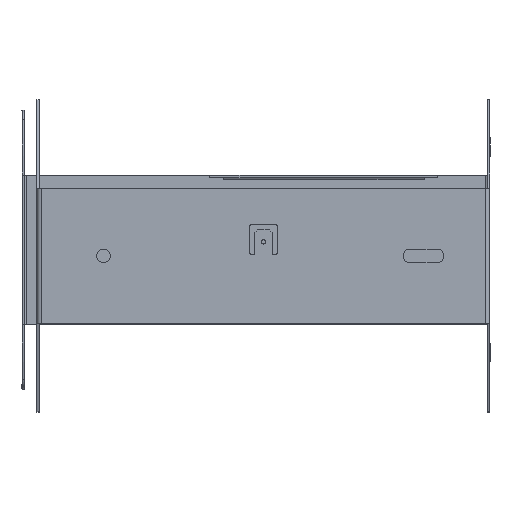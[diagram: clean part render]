
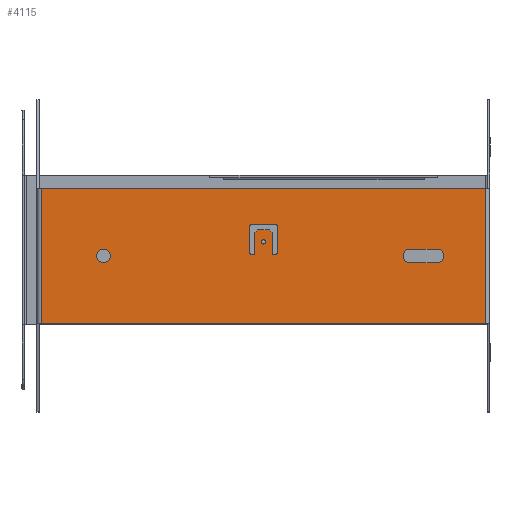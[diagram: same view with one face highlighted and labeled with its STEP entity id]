
A CAD part, top view. The second image highlights one B-rep face of the part: STEP entity #4115.
In plain terms, the highlighted face is planar.
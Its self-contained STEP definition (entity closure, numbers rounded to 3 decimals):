
#3055=DIRECTION('',(0.,1.,0.));
#3056=VECTOR('',#3055,50.);
#3057=CARTESIAN_POINT('',(226.672,32.5,-0.8));
#3058=LINE('',#3057,#3056);
#3059=DIRECTION('',(-1.,0.,0.));
#3060=VECTOR('',#3059,163.843);
#3061=CARTESIAN_POINT('',(226.672,82.5,-0.8));
#3062=LINE('',#3061,#3060);
#3063=DIRECTION('',(0.,1.,0.));
#3064=VECTOR('',#3063,50.);
#3065=CARTESIAN_POINT('',(62.828,32.5,-0.8));
#3066=LINE('',#3065,#3064);
#3067=DIRECTION('',(1.,0.,0.));
#3068=VECTOR('',#3067,163.843);
#3069=CARTESIAN_POINT('',(62.828,32.5,-0.8));
#3070=LINE('',#3069,#3068);
#3071=DIRECTION('',(1.,0.,0.));
#3072=VECTOR('',#3071,10.);
#3073=CARTESIAN_POINT('',(80.75,60.,-0.8));
#3074=LINE('',#3073,#3072);
#3075=CARTESIAN_POINT('',(90.75,57.5,-0.8));
#3076=DIRECTION('',(0.,0.,1.));
#3077=DIRECTION('',(0.,-1.,0.));
#3078=AXIS2_PLACEMENT_3D('',#3075,#3076,#3077);
#3080=DIRECTION('',(-1.,0.,0.));
#3081=VECTOR('',#3080,10.);
#3082=CARTESIAN_POINT('',(90.75,55.,-0.8));
#3083=LINE('',#3082,#3081);
#3084=CARTESIAN_POINT('',(80.75,57.5,-0.8));
#3085=DIRECTION('',(0.,0.,1.));
#3086=DIRECTION('',(0.,1.,0.));
#3087=AXIS2_PLACEMENT_3D('',#3084,#3085,#3086);
#3089=CARTESIAN_POINT('',(203.75,57.5,-0.8));
#3090=DIRECTION('',(0.,0.,1.));
#3091=DIRECTION('',(-1.,0.,0.));
#3092=AXIS2_PLACEMENT_3D('',#3089,#3090,#3091);
#3094=CARTESIAN_POINT('',(203.75,57.5,-0.8));
#3095=DIRECTION('',(0.,0.,1.));
#3096=DIRECTION('',(1.,0.,0.));
#3097=AXIS2_PLACEMENT_3D('',#3094,#3095,#3096);
#3099=DIRECTION('',(1.,0.,0.));
#3100=VECTOR('',#3099,8.3);
#3101=CARTESIAN_POINT('',(140.6,69.15,-0.8));
#3102=LINE('',#3101,#3100);
#3103=CARTESIAN_POINT('',(148.9,68.15,-0.8));
#3104=DIRECTION('',(0.,0.,1.));
#3105=DIRECTION('',(1.,0.,0.));
#3106=AXIS2_PLACEMENT_3D('',#3103,#3104,#3105);
#3108=DIRECTION('',(0.,-1.,0.));
#3109=VECTOR('',#3108,9.3);
#3110=CARTESIAN_POINT('',(149.9,68.15,-0.8));
#3111=LINE('',#3110,#3109);
#3112=CARTESIAN_POINT('',(148.9,58.85,-0.8));
#3113=DIRECTION('',(0.,0.,1.));
#3114=DIRECTION('',(0.,-1.,0.));
#3115=AXIS2_PLACEMENT_3D('',#3112,#3113,#3114);
#3117=DIRECTION('',(-1.,0.,0.));
#3118=VECTOR('',#3117,1.);
#3119=CARTESIAN_POINT('',(148.9,57.85,-0.8));
#3120=LINE('',#3119,#3118);
#3121=DIRECTION('',(0.,1.,0.));
#3122=VECTOR('',#3121,8.3);
#3123=CARTESIAN_POINT('',(147.9,57.85,-0.8));
#3124=LINE('',#3123,#3122);
#3125=DIRECTION('',(-0.707,0.707,0.));
#3126=VECTOR('',#3125,1.414);
#3127=CARTESIAN_POINT('',(147.9,66.15,-0.8));
#3128=LINE('',#3127,#3126);
#3129=DIRECTION('',(-1.,0.,0.));
#3130=VECTOR('',#3129,4.3);
#3131=CARTESIAN_POINT('',(146.9,67.15,-0.8));
#3132=LINE('',#3131,#3130);
#3133=DIRECTION('',(-0.707,-0.707,0.));
#3134=VECTOR('',#3133,1.414);
#3135=CARTESIAN_POINT('',(142.6,67.15,-0.8));
#3136=LINE('',#3135,#3134);
#3137=DIRECTION('',(0.,-1.,0.));
#3138=VECTOR('',#3137,8.3);
#3139=CARTESIAN_POINT('',(141.6,66.15,-0.8));
#3140=LINE('',#3139,#3138);
#3141=DIRECTION('',(-1.,0.,0.));
#3142=VECTOR('',#3141,1.);
#3143=CARTESIAN_POINT('',(141.6,57.85,-0.8));
#3144=LINE('',#3143,#3142);
#3145=CARTESIAN_POINT('',(140.6,58.85,-0.8));
#3146=DIRECTION('',(0.,0.,1.));
#3147=DIRECTION('',(-1.,0.,0.));
#3148=AXIS2_PLACEMENT_3D('',#3145,#3146,#3147);
#3150=DIRECTION('',(0.,1.,0.));
#3151=VECTOR('',#3150,9.3);
#3152=CARTESIAN_POINT('',(139.6,58.85,-0.8));
#3153=LINE('',#3152,#3151);
#3154=CARTESIAN_POINT('',(140.6,68.15,-0.8));
#3155=DIRECTION('',(0.,0.,1.));
#3156=DIRECTION('',(0.,1.,0.));
#3157=AXIS2_PLACEMENT_3D('',#3154,#3155,#3156);
#3159=CARTESIAN_POINT('',(144.75,62.675,-0.8));
#3160=DIRECTION('',(0.,0.,1.));
#3161=DIRECTION('',(-1.,0.,0.));
#3162=AXIS2_PLACEMENT_3D('',#3159,#3160,#3161);
#3164=CARTESIAN_POINT('',(144.75,62.675,-0.8));
#3165=DIRECTION('',(0.,0.,1.));
#3166=DIRECTION('',(1.,0.,0.));
#3167=AXIS2_PLACEMENT_3D('',#3164,#3165,#3166);
#3447=CARTESIAN_POINT('',(62.828,32.5,-0.8));
#3448=CARTESIAN_POINT('',(62.828,82.5,-0.8));
#3449=VERTEX_POINT('',#3447);
#3450=VERTEX_POINT('',#3448);
#3471=CARTESIAN_POINT('',(226.672,32.5,-0.8));
#3472=CARTESIAN_POINT('',(226.672,82.5,-0.8));
#3473=VERTEX_POINT('',#3471);
#3474=VERTEX_POINT('',#3472);
#3495=CARTESIAN_POINT('',(201.25,57.5,-0.8));
#3496=CARTESIAN_POINT('',(206.25,57.5,-0.8));
#3497=VERTEX_POINT('',#3495);
#3498=VERTEX_POINT('',#3496);
#3499=CARTESIAN_POINT('',(80.75,60.,-0.8));
#3500=CARTESIAN_POINT('',(90.75,60.,-0.8));
#3501=VERTEX_POINT('',#3499);
#3502=VERTEX_POINT('',#3500);
#3503=CARTESIAN_POINT('',(90.75,55.,-0.8));
#3504=VERTEX_POINT('',#3503);
#3505=CARTESIAN_POINT('',(80.75,55.,-0.8));
#3506=VERTEX_POINT('',#3505);
#3539=CARTESIAN_POINT('',(143.925,62.675,-0.8));
#3540=CARTESIAN_POINT('',(145.575,62.675,-0.8));
#3541=VERTEX_POINT('',#3539);
#3542=VERTEX_POINT('',#3540);
#3543=CARTESIAN_POINT('',(140.6,69.15,-0.8));
#3544=CARTESIAN_POINT('',(148.9,69.15,-0.8));
#3545=VERTEX_POINT('',#3543);
#3546=VERTEX_POINT('',#3544);
#3547=CARTESIAN_POINT('',(149.9,68.15,-0.8));
#3548=VERTEX_POINT('',#3547);
#3549=CARTESIAN_POINT('',(149.9,58.85,-0.8));
#3550=VERTEX_POINT('',#3549);
#3551=CARTESIAN_POINT('',(148.9,57.85,-0.8));
#3552=VERTEX_POINT('',#3551);
#3553=CARTESIAN_POINT('',(147.9,57.85,-0.8));
#3554=VERTEX_POINT('',#3553);
#3555=CARTESIAN_POINT('',(147.9,66.15,-0.8));
#3556=VERTEX_POINT('',#3555);
#3557=CARTESIAN_POINT('',(146.9,67.15,-0.8));
#3558=VERTEX_POINT('',#3557);
#3559=CARTESIAN_POINT('',(142.6,67.15,-0.8));
#3560=VERTEX_POINT('',#3559);
#3561=CARTESIAN_POINT('',(141.6,66.15,-0.8));
#3562=VERTEX_POINT('',#3561);
#3563=CARTESIAN_POINT('',(141.6,57.85,-0.8));
#3564=VERTEX_POINT('',#3563);
#3565=CARTESIAN_POINT('',(140.6,57.85,-0.8));
#3566=VERTEX_POINT('',#3565);
#3567=CARTESIAN_POINT('',(139.6,58.85,-0.8));
#3568=VERTEX_POINT('',#3567);
#3569=CARTESIAN_POINT('',(139.6,68.15,-0.8));
#3570=VERTEX_POINT('',#3569);
#4051=CARTESIAN_POINT('',(0.,0.,-0.8));
#4052=DIRECTION('',(0.,0.,1.));
#4053=DIRECTION('',(1.,0.,0.));
#4054=AXIS2_PLACEMENT_3D('',#4051,#4052,#4053);
#4055=PLANE('',#4054);
#4056=ORIENTED_EDGE('',*,*,#4044,.T.);
#4057=ORIENTED_EDGE('',*,*,#3739,.T.);
#4059=ORIENTED_EDGE('',*,*,#4058,.F.);
#4060=ORIENTED_EDGE('',*,*,#3856,.T.);
#4061=EDGE_LOOP('',(#4056,#4057,#4059,#4060));
#4062=FACE_OUTER_BOUND('',#4061,.F.);
#4064=ORIENTED_EDGE('',*,*,#4063,.T.);
#4066=ORIENTED_EDGE('',*,*,#4065,.F.);
#4068=ORIENTED_EDGE('',*,*,#4067,.T.);
#4070=ORIENTED_EDGE('',*,*,#4069,.F.);
#4071=EDGE_LOOP('',(#4064,#4066,#4068,#4070));
#4072=FACE_BOUND('',#4071,.F.);
#4074=ORIENTED_EDGE('',*,*,#4073,.F.);
#4076=ORIENTED_EDGE('',*,*,#4075,.F.);
#4077=EDGE_LOOP('',(#4074,#4076));
#4078=FACE_BOUND('',#4077,.F.);
#4080=ORIENTED_EDGE('',*,*,#4079,.T.);
#4082=ORIENTED_EDGE('',*,*,#4081,.F.);
#4084=ORIENTED_EDGE('',*,*,#4083,.T.);
#4086=ORIENTED_EDGE('',*,*,#4085,.F.);
#4088=ORIENTED_EDGE('',*,*,#4087,.T.);
#4090=ORIENTED_EDGE('',*,*,#4089,.T.);
#4092=ORIENTED_EDGE('',*,*,#4091,.T.);
#4094=ORIENTED_EDGE('',*,*,#4093,.T.);
#4096=ORIENTED_EDGE('',*,*,#4095,.T.);
#4098=ORIENTED_EDGE('',*,*,#4097,.T.);
#4100=ORIENTED_EDGE('',*,*,#4099,.T.);
#4102=ORIENTED_EDGE('',*,*,#4101,.F.);
#4104=ORIENTED_EDGE('',*,*,#4103,.T.);
#4106=ORIENTED_EDGE('',*,*,#4105,.F.);
#4107=EDGE_LOOP('',(#4080,#4082,#4084,#4086,#4088,#4090,#4092,#4094,#4096,#4098,
#4100,#4102,#4104,#4106));
#4108=FACE_BOUND('',#4107,.F.);
#4110=ORIENTED_EDGE('',*,*,#4109,.F.);
#4112=ORIENTED_EDGE('',*,*,#4111,.F.);
#4113=EDGE_LOOP('',(#4110,#4112));
#4114=FACE_BOUND('',#4113,.F.);
#4115=ADVANCED_FACE('',(#4062,#4072,#4078,#4108,#4114),#4055,.F.);
#3079=CIRCLE('',#3078,2.5);
#3088=CIRCLE('',#3087,2.5);
#3093=CIRCLE('',#3092,2.5);
#3098=CIRCLE('',#3097,2.5);
#3107=CIRCLE('',#3106,1.);
#3116=CIRCLE('',#3115,1.);
#3149=CIRCLE('',#3148,1.);
#3158=CIRCLE('',#3157,1.);
#3163=CIRCLE('',#3162,0.825);
#3168=CIRCLE('',#3167,0.825);
#3739=EDGE_CURVE('',#3474,#3450,#3062,.T.);
#3856=EDGE_CURVE('',#3449,#3473,#3070,.T.);
#4044=EDGE_CURVE('',#3473,#3474,#3058,.T.);
#4058=EDGE_CURVE('',#3449,#3450,#3066,.T.);
#4063=EDGE_CURVE('',#3501,#3502,#3074,.T.);
#4065=EDGE_CURVE('',#3504,#3502,#3079,.T.);
#4067=EDGE_CURVE('',#3504,#3506,#3083,.T.);
#4069=EDGE_CURVE('',#3501,#3506,#3088,.T.);
#4073=EDGE_CURVE('',#3497,#3498,#3093,.T.);
#4075=EDGE_CURVE('',#3498,#3497,#3098,.T.);
#4079=EDGE_CURVE('',#3545,#3546,#3102,.T.);
#4081=EDGE_CURVE('',#3548,#3546,#3107,.T.);
#4083=EDGE_CURVE('',#3548,#3550,#3111,.T.);
#4085=EDGE_CURVE('',#3552,#3550,#3116,.T.);
#4087=EDGE_CURVE('',#3552,#3554,#3120,.T.);
#4089=EDGE_CURVE('',#3554,#3556,#3124,.T.);
#4091=EDGE_CURVE('',#3556,#3558,#3128,.T.);
#4093=EDGE_CURVE('',#3558,#3560,#3132,.T.);
#4095=EDGE_CURVE('',#3560,#3562,#3136,.T.);
#4097=EDGE_CURVE('',#3562,#3564,#3140,.T.);
#4099=EDGE_CURVE('',#3564,#3566,#3144,.T.);
#4101=EDGE_CURVE('',#3568,#3566,#3149,.T.);
#4103=EDGE_CURVE('',#3568,#3570,#3153,.T.);
#4105=EDGE_CURVE('',#3545,#3570,#3158,.T.);
#4109=EDGE_CURVE('',#3541,#3542,#3163,.T.);
#4111=EDGE_CURVE('',#3542,#3541,#3168,.T.);
